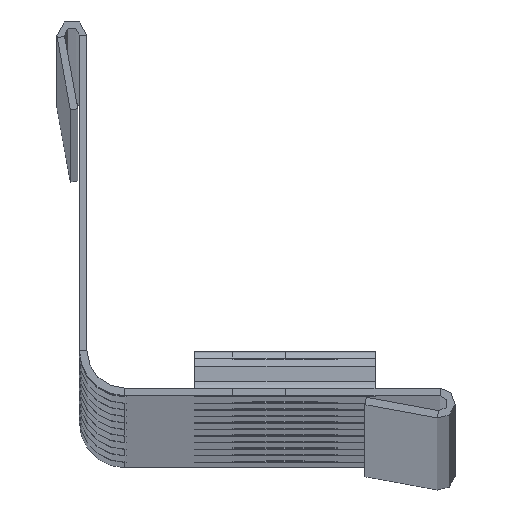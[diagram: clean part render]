
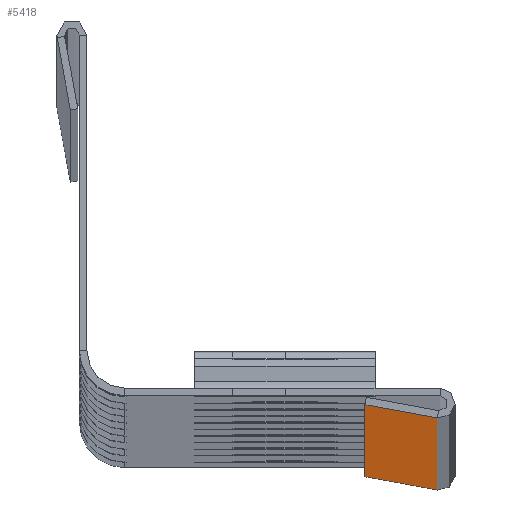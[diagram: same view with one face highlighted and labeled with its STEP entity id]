
A CAD part, top view. The second image highlights one B-rep face of the part: STEP entity #5418.
In plain terms, the highlighted planar face has unit normal (-0.18, -0.984, 0).
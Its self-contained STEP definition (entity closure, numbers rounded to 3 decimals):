
#452 = CARTESIAN_POINT ( 'NONE',  ( 18.5, -1.1, 2746. ) ) ;
#1094 = CARTESIAN_POINT ( 'NONE',  ( 18.5, -1.1, 0. ) ) ;
#1482 = DIRECTION ( 'NONE',  ( 0., 0., -1. ) ) ;
#1969 = EDGE_CURVE ( 'NONE', #8974, #7171, #12830, .T. ) ;
#2020 = CARTESIAN_POINT ( 'NONE',  ( 23.32, -1.984, 2746. ) ) ;
#2137 = DIRECTION ( 'NONE',  ( 0., 0., -1. ) ) ;
#2465 = DIRECTION ( 'NONE',  ( -0.18, -0.984, 0. ) ) ;
#2571 = EDGE_LOOP ( 'NONE', ( #5303, #6854, #10674, #13249 ) ) ;
#2998 = FACE_OUTER_BOUND ( 'NONE', #2571, .T. ) ;
#3006 = VERTEX_POINT ( 'NONE', #6484 ) ;
#3758 = VECTOR ( 'NONE', #11516, 1000. ) ;
#4692 = VERTEX_POINT ( 'NONE', #13670 ) ;
#5303 = ORIENTED_EDGE ( 'NONE', *, *, #7515, .F. ) ;
#5320 = CARTESIAN_POINT ( 'NONE',  ( 23.32, -1.984, 0. ) ) ;
#5418 = ADVANCED_FACE ( 'NONE', ( #2998 ), #6717, .T. ) ;
#5645 = CARTESIAN_POINT ( 'NONE',  ( 23.32, -1.984, 2746. ) ) ;
#5777 = EDGE_CURVE ( 'NONE', #3006, #4692, #10246, .T. ) ;
#6341 = AXIS2_PLACEMENT_3D ( 'NONE', #5645, #2465, #7770 ) ;
#6484 = CARTESIAN_POINT ( 'NONE',  ( 23.32, -1.984, 2746. ) ) ;
#6717 = PLANE ( 'NONE',  #6341 ) ;
#6854 = ORIENTED_EDGE ( 'NONE', *, *, #5777, .F. ) ;
#6906 = LINE ( 'NONE', #5320, #8703 ) ;
#7171 = VERTEX_POINT ( 'NONE', #1094 ) ;
#7515 = EDGE_CURVE ( 'NONE', #4692, #7171, #6906, .T. ) ;
#7533 = LINE ( 'NONE', #2020, #3758 ) ;
#7770 = DIRECTION ( 'NONE',  ( 0.984, -0.18, 0. ) ) ;
#8436 = CARTESIAN_POINT ( 'NONE',  ( 23.32, -1.984, 2746. ) ) ;
#8703 = VECTOR ( 'NONE', #12730, 1000. ) ;
#8974 = VERTEX_POINT ( 'NONE', #9187 ) ;
#9187 = CARTESIAN_POINT ( 'NONE',  ( 18.5, -1.1, 2746. ) ) ;
#9360 = VECTOR ( 'NONE', #1482, 1000. ) ;
#10246 = LINE ( 'NONE', #8436, #13051 ) ;
#10674 = ORIENTED_EDGE ( 'NONE', *, *, #13560, .T. ) ;
#11516 = DIRECTION ( 'NONE',  ( -0.984, 0.18, 0. ) ) ;
#12730 = DIRECTION ( 'NONE',  ( -0.984, 0.18, 0. ) ) ;
#12830 = LINE ( 'NONE', #452, #9360 ) ;
#13051 = VECTOR ( 'NONE', #2137, 1000. ) ;
#13249 = ORIENTED_EDGE ( 'NONE', *, *, #1969, .T. ) ;
#13560 = EDGE_CURVE ( 'NONE', #3006, #8974, #7533, .T. ) ;
#13670 = CARTESIAN_POINT ( 'NONE',  ( 23.32, -1.984, 0. ) ) ;
